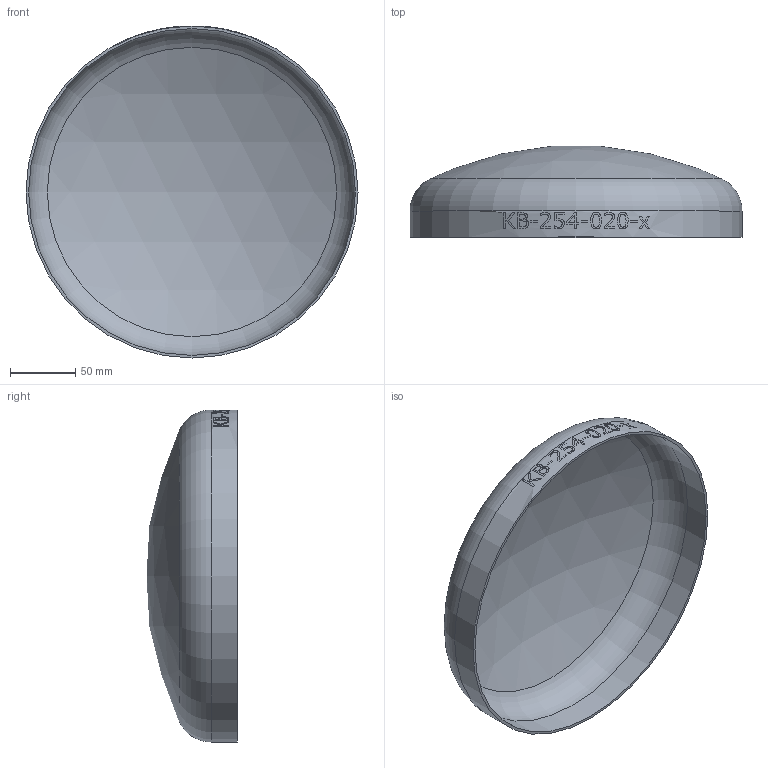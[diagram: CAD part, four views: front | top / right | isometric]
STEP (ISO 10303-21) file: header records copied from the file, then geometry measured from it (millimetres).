
FILE_DESCRIPTION (( 'STEP AP214' ), '1' );
FILE_NAME ('KB-254-020-x Klöpperboden 2003.STEP', '2020-03-27T07:34:45', ( '' ), ( '' ), 'SwSTEP 2.0', 'SolidWorks 2016', '' );
FILE_SCHEMA (( 'AUTOMOTIVE_DESIGN' ));
Length unit declared in the file: millimetre
Products named in the file (1): KB-254-020-x Klöpperboden 2003
Bounding box: 254 x 69.52 x 254 mm (x, y, z)
Volume: 158384.8 mm3; surface area: 159815.9 mm2
Topology: 1 solids, 1 shells, 171 faces, 451 edges, 300 vertices
Faces by surface type: bspline 83, plane 65, cylinder 19, torus 2, sphere 2
Full cylindrical faces by diameter (mm): 250 x1, 254 x1
Entity records: 25131 total; most frequent: CARTESIAN_POINT 19827, ORIENTED_EDGE 894, EDGE_CURVE 447, DIRECTION 433, VERTEX_POINT 300, B_SPLINE_CURVE_WITH_KNOTS 268, EDGE_LOOP 193, FACE_OUTER_BOUND 175
